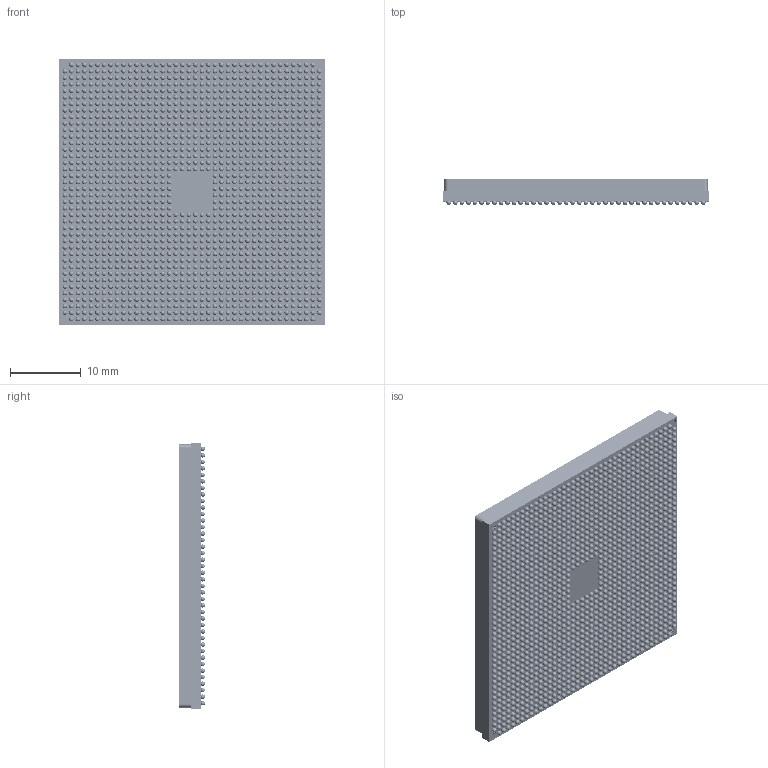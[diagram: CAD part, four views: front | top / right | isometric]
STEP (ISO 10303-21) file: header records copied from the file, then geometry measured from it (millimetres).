
FILE_DESCRIPTION((''),'2;1');
FILE_NAME('00_OBG0319_VC1402-VSVA1596_ASM','2021-12-06T',('Administrator'),(''),'PRO/ENGINEER BY PARAMETRIC TECHNOLOGY CORPORATION, 2017170','PRO/ENGINEER BY PARAMETRIC TECHNOLOGY CORPORATION, 2017170','');
FILE_SCHEMA(('CONFIG_CONTROL_DESIGN'));
Length unit declared in the file: millimetre
Products named in the file (9): SUBSTRATE_; ADHESIVE_; LIE_2; LID; ADHESIVE_2; BGA; BGA_1; BGA_ASSY_ASM; 00_OBG0319_VC1402-VSVA1596_ASM
Assembly tree (1566 placements, depth 3):
  00_OBG0319_VC1402-VSVA1596_ASM
    SUBSTRATE_
    ADHESIVE_
    LIE_2
    LID
    ADHESIVE_2
    BGA_ASSY_ASM
      BGA  x780
      BGA_1  x780
Bounding box: 37.5 x 3.64 x 37.5 mm (x, y, z)
Volume: 3973.9 mm3; surface area: 10186.4 mm2
Topology: 1565 solids, 1565 shells, 3241 faces, 9675 edges, 3326 vertices
Faces by surface type: sphere 3120, plane 83, cylinder 34, bspline 4
Entity records: 23947 total; most frequent: DIRECTION 6895, CARTESIAN_POINT 4024, AXIS2_PLACEMENT_3D 3328, PRODUCT_DEFINITION_SHAPE 1575, ITEM_DEFINED_TRANSFORMATION 1566, CONTEXT_DEPENDENT_SHAPE_REPRESENTATION 1566, NEXT_ASSEMBLY_USAGE_OCCURRENCE 1566, ORIENTED_EDGE 630
